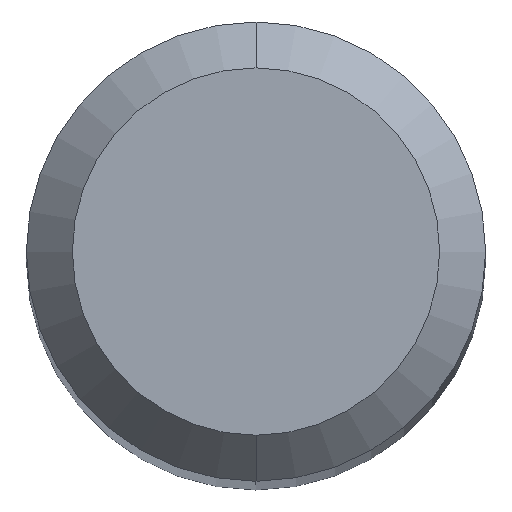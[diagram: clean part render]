
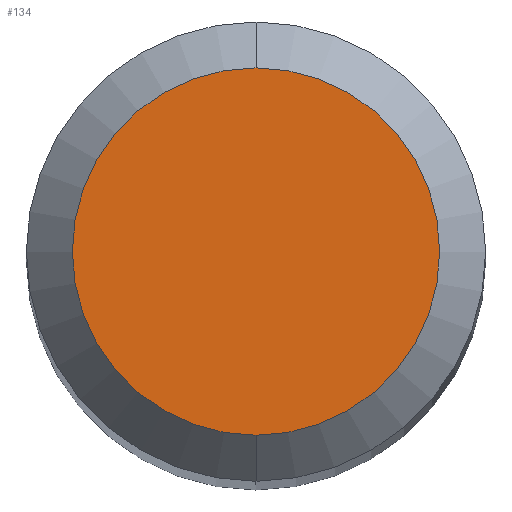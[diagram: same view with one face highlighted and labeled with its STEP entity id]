
A CAD part, top view. The second image highlights one B-rep face of the part: STEP entity #134.
In plain terms, the highlighted planar face has unit normal (0, 0, 1).
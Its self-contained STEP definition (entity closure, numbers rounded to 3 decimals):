
#9 = DIRECTION ( 'NONE',  ( 0., 0., 1. ) ) ;
#28 = AXIS2_PLACEMENT_3D ( 'NONE', #257, #291, #288 ) ;
#93 = ORIENTED_EDGE ( 'NONE', *, *, #109, .T. ) ;
#103 = CARTESIAN_POINT ( 'NONE',  ( 0., 1.2, 38. ) ) ;
#109 = EDGE_CURVE ( 'NONE', #269, #333, #335, .T. ) ;
#113 = ORIENTED_EDGE ( 'NONE', *, *, #216, .T. ) ;
#116 = DIRECTION ( 'NONE',  ( 0., -1., 0. ) ) ;
#134 = ADVANCED_FACE ( 'NONE', ( #187 ), #229, .T. ) ;
#148 = DIRECTION ( 'NONE',  ( 0., 0., 1. ) ) ;
#180 = CARTESIAN_POINT ( 'NONE',  ( 0., 0., 38. ) ) ;
#187 = FACE_OUTER_BOUND ( 'NONE', #341, .T. ) ;
#199 = CARTESIAN_POINT ( 'NONE',  ( 0., 0., 38. ) ) ;
#205 = DIRECTION ( 'NONE',  ( 0., -1., 0. ) ) ;
#216 = EDGE_CURVE ( 'NONE', #333, #269, #319, .T. ) ;
#229 = PLANE ( 'NONE',  #28 ) ;
#257 = CARTESIAN_POINT ( 'NONE',  ( 0., 0., 38. ) ) ;
#269 = VERTEX_POINT ( 'NONE', #314 ) ;
#274 = AXIS2_PLACEMENT_3D ( 'NONE', #199, #9, #116 ) ;
#288 = DIRECTION ( 'NONE',  ( 0., -1., 0. ) ) ;
#291 = DIRECTION ( 'NONE',  ( 0., 0., 1. ) ) ;
#314 = CARTESIAN_POINT ( 'NONE',  ( 0., -1.2, 38. ) ) ;
#319 = CIRCLE ( 'NONE', #323, 1.2 ) ;
#323 = AXIS2_PLACEMENT_3D ( 'NONE', #180, #148, #205 ) ;
#333 = VERTEX_POINT ( 'NONE', #103 ) ;
#335 = CIRCLE ( 'NONE', #274, 1.2 ) ;
#341 = EDGE_LOOP ( 'NONE', ( #113, #93 ) ) ;
